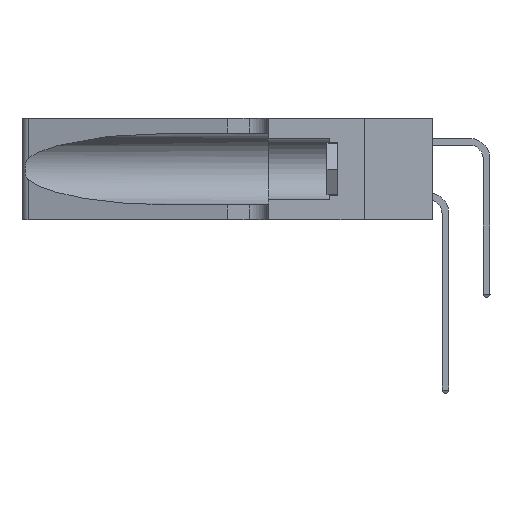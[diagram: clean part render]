
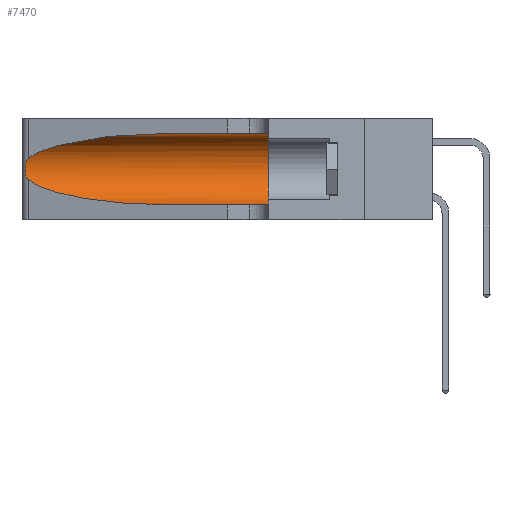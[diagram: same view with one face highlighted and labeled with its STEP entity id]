
A CAD part, left-side view. The second image highlights one B-rep face of the part: STEP entity #7470.
In plain terms, the highlighted cylindrical face has radius 3.308 mm (diameter 6.617 mm), a partial arc.
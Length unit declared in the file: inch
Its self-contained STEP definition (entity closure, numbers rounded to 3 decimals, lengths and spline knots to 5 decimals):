
#645 = DIRECTION ( 'NONE',  ( 0., 0., -1. ) ) ;
#779 = CARTESIAN_POINT ( 'NONE',  ( 0.18966, 0.96281, 0.31525 ) ) ;
#1092 = VERTEX_POINT ( 'NONE', #24243 ) ;
#2184 =( BOUNDED_CURVE ( )  B_SPLINE_CURVE ( 3, ( #26299, #779, #6733, #3774 ),
 .UNSPECIFIED., .F., .F. ) 
 B_SPLINE_CURVE_WITH_KNOTS ( ( 4, 4 ),
 ( 1.5708, 2.84003 ),
 .UNSPECIFIED. ) 
 CURVE ( )  GEOMETRIC_REPRESENTATION_ITEM ( )  RATIONAL_B_SPLINE_CURVE ( ( 1., 0.87, 0.87, 1. ) ) 
 REPRESENTATION_ITEM ( '' )  );
#2466 = EDGE_CURVE ( 'NONE', #8807, #12658, #12078, .T. ) ;
#3185 = AXIS2_PLACEMENT_3D ( 'NONE', #34289, #9340, #645 ) ;
#3330 = CARTESIAN_POINT ( 'NONE',  ( 0.25639, 1.23186, 0.15144 ) ) ;
#3523 = CARTESIAN_POINT ( 'NONE',  ( 0.1305, 0.35, 0.185 ) ) ;
#3774 = CARTESIAN_POINT ( 'NONE',  ( 0.25487, 1.22718, 0.22369 ) ) ;
#3930 = CARTESIAN_POINT ( 'NONE',  ( 0.18966, 0.96281, 0.05475 ) ) ;
#4000 = CARTESIAN_POINT ( 'NONE',  ( 0.25555, 1.22994, 0.2215 ) ) ;
#4376 = CARTESIAN_POINT ( 'NONE',  ( 0.25639, 1.23184, 0.21858 ) ) ;
#4517 = CIRCLE ( 'NONE', #13557, 0.13025 ) ;
#5118 = CARTESIAN_POINT ( 'NONE',  ( 0.26017, 1.23833, 0.17102 ) ) ;
#5469 = FACE_OUTER_BOUND ( 'NONE', #33323, .T. ) ;
#5788 = CARTESIAN_POINT ( 'NONE',  ( 0.25487, 1.22718, 0.14631 ) ) ;
#6612 = CARTESIAN_POINT ( 'NONE',  ( 0.25487, 1.22718, 0.14631 ) ) ;
#6733 = CARTESIAN_POINT ( 'NONE',  ( 0.2373, 1.15595, 0.28018 ) ) ;
#6987 = EDGE_CURVE ( 'NONE', #22339, #1092, #36577, .T. ) ;
#7470 = ADVANCED_FACE ( 'NONE', ( #5469 ), #18854, .F. ) ;
#7747 = CARTESIAN_POINT ( 'NONE',  ( 0.26075, 1.23896, 0.19203 ) ) ;
#8807 = VERTEX_POINT ( 'NONE', #9285 ) ;
#8904 = ORIENTED_EDGE ( 'NONE', *, *, #6987, .F. ) ;
#9285 = CARTESIAN_POINT ( 'NONE',  ( 0.1305, 0.72297, 0.05475 ) ) ;
#9340 = DIRECTION ( 'NONE',  ( 0., -1., 0. ) ) ;
#11332 = CARTESIAN_POINT ( 'NONE',  ( 0.1305, 1.61858, 0.31525 ) ) ;
#11473 = B_SPLINE_CURVE_WITH_KNOTS ( 'NONE', 3,
 ( #26918, #4000, #4376, #21213, #24699, #33519, #7747, #27431, #5118, #30301, #15986, #3330, #28490, #5788 ),
 .UNSPECIFIED., .F., .F.,
 ( 4, 2, 2, 2, 2, 2, 4 ),
 ( 0., 0.00027, 0.00053, 0.00107, 0.0016, 0.00187, 0.00214 ),
 .UNSPECIFIED. ) ;
#12078 = LINE ( 'NONE', #32493, #27255 ) ;
#12658 = VERTEX_POINT ( 'NONE', #15119 ) ;
#13006 = EDGE_CURVE ( 'NONE', #27193, #8807, #28171, .T. ) ;
#13557 = AXIS2_PLACEMENT_3D ( 'NONE', #3523, #29160, #32012 ) ;
#13802 = ORIENTED_EDGE ( 'NONE', *, *, #33978, .F. ) ;
#15119 = CARTESIAN_POINT ( 'NONE',  ( 0.1305, 0.35, 0.05475 ) ) ;
#15335 = DIRECTION ( 'NONE',  ( 0., -1., 0. ) ) ;
#15402 = CARTESIAN_POINT ( 'NONE',  ( 0.2373, 1.15595, 0.08982 ) ) ;
#15986 = CARTESIAN_POINT ( 'NONE',  ( 0.25789, 1.23486, 0.15765 ) ) ;
#16081 = DIRECTION ( 'NONE',  ( 0., -1., 0. ) ) ;
#16100 = EDGE_CURVE ( 'NONE', #26992, #27193, #11473, .T. ) ;
#16282 = ORIENTED_EDGE ( 'NONE', *, *, #13006, .T. ) ;
#18157 = CARTESIAN_POINT ( 'NONE',  ( 0.1305, 0.72297, 0.05475 ) ) ;
#18854 = CYLINDRICAL_SURFACE ( 'NONE', #3185, 0.13025 ) ;
#19128 = ORIENTED_EDGE ( 'NONE', *, *, #35873, .T. ) ;
#21213 = CARTESIAN_POINT ( 'NONE',  ( 0.25787, 1.23484, 0.2124 ) ) ;
#22339 = VERTEX_POINT ( 'NONE', #24524 ) ;
#23504 = ORIENTED_EDGE ( 'NONE', *, *, #16100, .T. ) ;
#24243 = CARTESIAN_POINT ( 'NONE',  ( 0.1305, 0.35, 0.31525 ) ) ;
#24524 = CARTESIAN_POINT ( 'NONE',  ( 0.1305, 0.72297, 0.31525 ) ) ;
#24699 = CARTESIAN_POINT ( 'NONE',  ( 0.25854, 1.2359, 0.20912 ) ) ;
#25365 = CARTESIAN_POINT ( 'NONE',  ( 0.25487, 1.22718, 0.22369 ) ) ;
#26299 = CARTESIAN_POINT ( 'NONE',  ( 0.1305, 0.72297, 0.31525 ) ) ;
#26918 = CARTESIAN_POINT ( 'NONE',  ( 0.25487, 1.22718, 0.22369 ) ) ;
#26992 = VERTEX_POINT ( 'NONE', #25365 ) ;
#27193 = VERTEX_POINT ( 'NONE', #6612 ) ;
#27255 = VECTOR ( 'NONE', #15335, 39.37008 ) ;
#27431 = CARTESIAN_POINT ( 'NONE',  ( 0.26075, 1.23896, 0.178 ) ) ;
#27645 = VECTOR ( 'NONE', #16081, 39.37008 ) ;
#28171 =( BOUNDED_CURVE ( )  B_SPLINE_CURVE ( 3, ( #29824, #15402, #3930, #18157 ),
 .UNSPECIFIED., .F., .F. ) 
 B_SPLINE_CURVE_WITH_KNOTS ( ( 4, 4 ),
 ( 3.44316, 4.71239 ),
 .UNSPECIFIED. ) 
 CURVE ( )  GEOMETRIC_REPRESENTATION_ITEM ( )  RATIONAL_B_SPLINE_CURVE ( ( 1., 0.87, 0.87, 1. ) ) 
 REPRESENTATION_ITEM ( '' )  );
#28490 = CARTESIAN_POINT ( 'NONE',  ( 0.25555, 1.22993, 0.14849 ) ) ;
#29160 = DIRECTION ( 'NONE',  ( 0., 1., 0. ) ) ;
#29824 = CARTESIAN_POINT ( 'NONE',  ( 0.25487, 1.22718, 0.14631 ) ) ;
#30301 = CARTESIAN_POINT ( 'NONE',  ( 0.25856, 1.23593, 0.16098 ) ) ;
#32012 = DIRECTION ( 'NONE',  ( 0., 0., 1. ) ) ;
#32493 = CARTESIAN_POINT ( 'NONE',  ( 0.1305, 1.61858, 0.05475 ) ) ;
#33323 = EDGE_LOOP ( 'NONE', ( #19128, #23504, #16282, #33658, #13802, #8904 ) ) ;
#33519 = CARTESIAN_POINT ( 'NONE',  ( 0.26018, 1.23835, 0.19895 ) ) ;
#33658 = ORIENTED_EDGE ( 'NONE', *, *, #2466, .T. ) ;
#33978 = EDGE_CURVE ( 'NONE', #1092, #12658, #4517, .T. ) ;
#34289 = CARTESIAN_POINT ( 'NONE',  ( 0.1305, 1.61858, 0.185 ) ) ;
#35873 = EDGE_CURVE ( 'NONE', #22339, #26992, #2184, .T. ) ;
#36577 = LINE ( 'NONE', #11332, #27645 ) ;
